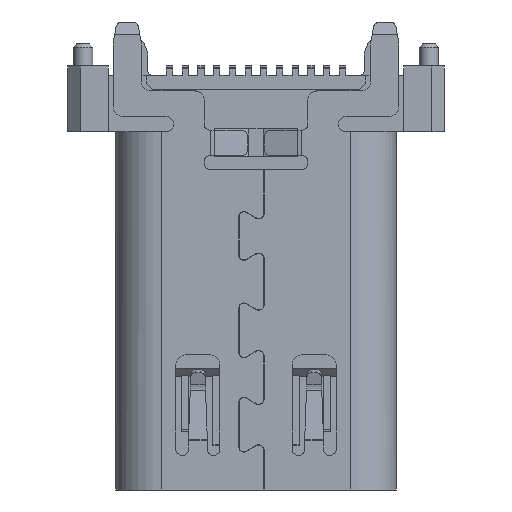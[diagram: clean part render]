
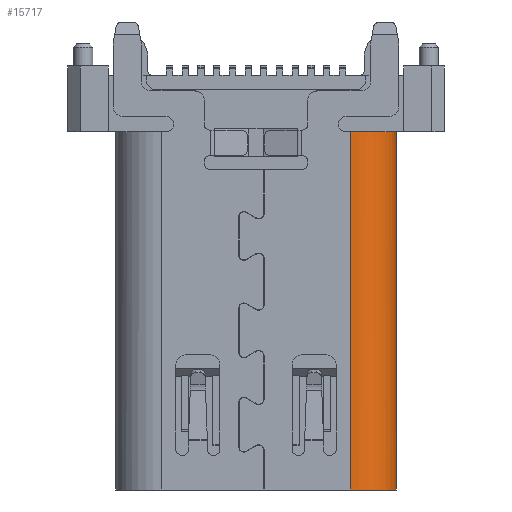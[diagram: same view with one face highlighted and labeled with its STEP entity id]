
A CAD part, front view. The second image highlights one B-rep face of the part: STEP entity #15717.
In plain terms, the highlighted cylindrical face has radius 1.45 mm (diameter 2.9 mm), a partial arc.
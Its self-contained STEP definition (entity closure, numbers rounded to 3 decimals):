
#197=CARTESIAN_POINT('',(-4.78,2.91,-9.403));
#198=DIRECTION('',(0.,0.,-1.));
#199=DIRECTION('',(1.,0.,0.));
#200=AXIS2_PLACEMENT_3D('',#197,#198,#199);
#219=DIRECTION('',(0.,0.,-1.));
#220=VECTOR('',#219,11.4);
#221=CARTESIAN_POINT('',(-3.33,2.91,-9.403));
#222=LINE('',#221,#220);
#223=DIRECTION('',(0.,0.,1.));
#224=VECTOR('',#223,11.4);
#225=CARTESIAN_POINT('',(-4.78,1.46,-20.802));
#226=LINE('',#225,#224);
#463=CARTESIAN_POINT('',(-4.78,2.91,-9.403));
#464=DIRECTION('',(0.,0.,-1.));
#465=DIRECTION('',(0.635,-0.772,0.));
#466=AXIS2_PLACEMENT_3D('',#463,#464,#465);
#942=CARTESIAN_POINT('',(-4.78,2.91,-20.802));
#943=DIRECTION('',(0.,0.,1.));
#944=DIRECTION('',(0.,-1.,0.));
#945=AXIS2_PLACEMENT_3D('',#942,#943,#944);
#11997=CARTESIAN_POINT('',(-3.33,2.91,-9.403));
#11998=CARTESIAN_POINT('',(-3.859,1.79,-9.403));
#11999=VERTEX_POINT('',#11997);
#12000=VERTEX_POINT('',#11998);
#12009=CARTESIAN_POINT('',(-3.33,2.91,
-20.802));
#12010=VERTEX_POINT('',#12009);
#12011=CARTESIAN_POINT('',(-4.78,1.46,
-20.802));
#12012=VERTEX_POINT('',#12011);
#12013=CARTESIAN_POINT('',(-4.78,1.46,
-9.403));
#12014=VERTEX_POINT('',#12013);
#15701=CARTESIAN_POINT('',(-4.78,2.91,
-17.803));
#15702=DIRECTION('',(0.,0.,-1.));
#15703=DIRECTION('',(-1.,0.,0.));
#15704=AXIS2_PLACEMENT_3D('',#15701,#15702,#15703);
#15705=CYLINDRICAL_SURFACE('',#15704,1.45);
#15706=ORIENTED_EDGE('',*,*,#15678,.F.);
#15708=ORIENTED_EDGE('',*,*,#15707,.T.);
#15710=ORIENTED_EDGE('',*,*,#15709,.F.);
#15712=ORIENTED_EDGE('',*,*,#15711,.T.);
#15714=ORIENTED_EDGE('',*,*,#15713,.F.);
#15715=EDGE_LOOP('',(#15706,#15708,#15710,#15712,#15714));
#15716=FACE_OUTER_BOUND('',#15715,.F.);
#201=CIRCLE('',#200,1.45);
#467=CIRCLE('',#466,1.45);
#946=CIRCLE('',#945,1.45);
#15678=EDGE_CURVE('',#11999,#12000,#201,.T.);
#15707=EDGE_CURVE('',#11999,#12010,#222,.T.);
#15709=EDGE_CURVE('',#12012,#12010,#946,.T.);
#15711=EDGE_CURVE('',#12012,#12014,#226,.T.);
#15713=EDGE_CURVE('',#12000,#12014,#467,.T.);
#15717=ADVANCED_FACE('',(#15716),#15705,.T.);
